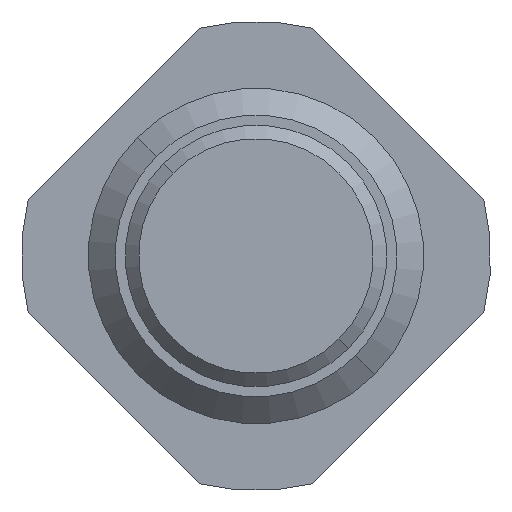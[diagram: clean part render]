
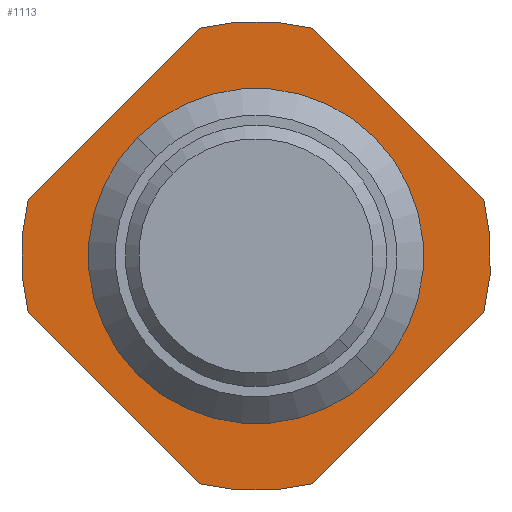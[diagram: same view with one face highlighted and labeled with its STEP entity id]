
A CAD part, front view. The second image highlights one B-rep face of the part: STEP entity #1113.
In plain terms, the highlighted planar face has unit normal (0, -1, 0).
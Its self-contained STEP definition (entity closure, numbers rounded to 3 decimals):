
#159 = EDGE_LOOP ( 'NONE', ( #4889, #1460 ) ) ;
#206 = ORIENTED_EDGE ( 'NONE', *, *, #297, .T. ) ;
#242 = LINE ( 'NONE', #247, #4870 ) ;
#247 = CARTESIAN_POINT ( 'NONE',  ( 2.298, 5.348, -0.177 ) ) ;
#272 = VERTEX_POINT ( 'NONE', #3046 ) ;
#287 = DIRECTION ( 'NONE',  ( 0., 1., 0. ) ) ;
#289 = CARTESIAN_POINT ( 'NONE',  ( -0.177, 5.348, -2.298 ) ) ;
#297 = EDGE_CURVE ( 'Defeature ausgef�hrt4_75+Defeature ausgef�hrt4_84+Defeature ausgef�hrt4_71+Defeature ausgef�hrt4_72', #2455, #1520, #3962, .T. ) ;
#470 = CARTESIAN_POINT ( 'NONE',  ( 0.177, 5.348, 2.298 ) ) ;
#494 = CIRCLE ( 'NONE', #1172, 1.75 ) ;
#499 = CARTESIAN_POINT ( 'NONE',  ( 0.423, 5.348, 1.698 ) ) ;
#521 = VERTEX_POINT ( 'NONE', #3598 ) ;
#532 = CARTESIAN_POINT ( 'NONE',  ( 0., 5.348, 0. ) ) ;
#576 = VERTEX_POINT ( 'NONE', #499 ) ;
#595 = AXIS2_PLACEMENT_3D ( 'NONE', #532, #2919, #926 ) ;
#663 = CARTESIAN_POINT ( 'NONE',  ( 1.698, 5.348, -0.423 ) ) ;
#677 = CIRCLE ( 'NONE', #3524, 1.75 ) ;
#688 = DIRECTION ( 'NONE',  ( -0.707, 0., 0.707 ) ) ;
#698 = LINE ( 'NONE', #1418, #3969 ) ;
#753 = FACE_BOUND ( 'NONE', #159, .T. ) ;
#872 = CIRCLE ( 'NONE', #969, 1.75 ) ;
#881 = CARTESIAN_POINT ( 'NONE',  ( -0.423, 5.348, -1.698 ) ) ;
#884 = EDGE_CURVE ( 'Defeature ausgef�hrt4_70+Defeature ausgef�hrt4_75+Defeature ausgef�hrt4_86+Defeature ausgef�hrt4_83', #2997, #576, #494, .T. ) ;
#896 = VERTEX_POINT ( 'NONE', #3079 ) ;
#926 = DIRECTION ( 'NONE',  ( -0.707, 0., 0.707 ) ) ;
#969 = AXIS2_PLACEMENT_3D ( 'NONE', #4205, #1900, #2301 ) ;
#1082 = DIRECTION ( 'NONE',  ( -0.707, 0., 0.707 ) ) ;
#1113 = ADVANCED_FACE ( 'Defeature ausgef�hrt4_75', ( #4019, #753 ), #4606, .F. ) ;
#1172 = AXIS2_PLACEMENT_3D ( 'NONE', #3954, #1966, #3173 ) ;
#1184 = LINE ( 'NONE', #470, #2350 ) ;
#1212 = EDGE_LOOP ( 'NONE', ( #4612, #2557, #4070, #3275, #1262, #206, #3422, #4220 ) ) ;
#1262 = ORIENTED_EDGE ( 'NONE', *, *, #1807, .F. ) ;
#1356 = EDGE_CURVE ( 'Defeature ausgef�hrt4_75+Defeature ausgef�hrt4_86+Defeature ausgef�hrt4_70+Defeature ausgef�hrt4_76', #2997, #521, #1184, .T. ) ;
#1365 = CARTESIAN_POINT ( 'NONE',  ( 0.827, 5.348, -0.827 ) ) ;
#1394 = VERTEX_POINT ( 'NONE', #881 ) ;
#1395 = CARTESIAN_POINT ( 'NONE',  ( 1.237, 5.348, 1.237 ) ) ;
#1418 = CARTESIAN_POINT ( 'NONE',  ( -2.298, 5.348, 0.177 ) ) ;
#1422 = CARTESIAN_POINT ( 'NONE',  ( 0.423, 5.348, -1.698 ) ) ;
#1460 = ORIENTED_EDGE ( 'NONE', *, *, #3605, .T. ) ;
#1520 = VERTEX_POINT ( 'NONE', #663 ) ;
#1807 = EDGE_CURVE ( 'Defeature ausgef�hrt4_71+Defeature ausgef�hrt4_75+Defeature ausgef�hrt4_84+Defeature ausgef�hrt4_85', #2455, #1394, #677, .T. ) ;
#1876 = EDGE_CURVE ( 'Defeature ausgef�hrt4_75+Defeature ausgef�hrt4_74+Defeature ausgef�hrt4_74+Defeature ausgef�hrt4_74', #272, #4300, #4645, .T. ) ;
#1900 = DIRECTION ( 'NONE',  ( 0., 1., 0. ) ) ;
#1910 = DIRECTION ( 'NONE',  ( -0.707, 0., 0.707 ) ) ;
#1915 = CARTESIAN_POINT ( 'NONE',  ( 0., 5.348, 0. ) ) ;
#1966 = DIRECTION ( 'NONE',  ( 0., 1., 0. ) ) ;
#1978 = CIRCLE ( 'NONE', #3562, 1.17 ) ;
#2101 = EDGE_CURVE ( 'Defeature ausgef�hrt4_76+Defeature ausgef�hrt4_75+Defeature ausgef�hrt4_85+Defeature ausgef�hrt4_86', #2751, #521, #2975, .T. ) ;
#2301 = DIRECTION ( 'NONE',  ( -0.707, 0., 0.707 ) ) ;
#2350 = VECTOR ( 'NONE', #4011, 1000. ) ;
#2428 = CARTESIAN_POINT ( 'NONE',  ( -1.698, 5.348, -0.423 ) ) ;
#2455 = VERTEX_POINT ( 'NONE', #1422 ) ;
#2459 = CARTESIAN_POINT ( 'NONE',  ( 0., 5.348, 0. ) ) ;
#2511 = DIRECTION ( 'NONE',  ( -0.707, 0., 0.707 ) ) ;
#2529 = DIRECTION ( 'NONE',  ( 0.707, 0., -0.707 ) ) ;
#2557 = ORIENTED_EDGE ( 'NONE', *, *, #1356, .T. ) ;
#2661 = DIRECTION ( 'NONE',  ( 0., 1., 0. ) ) ;
#2751 = VERTEX_POINT ( 'NONE', #2428 ) ;
#2889 = AXIS2_PLACEMENT_3D ( 'NONE', #5039, #2661, #688 ) ;
#2919 = DIRECTION ( 'NONE',  ( 0., 1., 0. ) ) ;
#2975 = CIRCLE ( 'NONE', #2889, 1.75 ) ;
#2997 = VERTEX_POINT ( 'NONE', #4168 ) ;
#2998 = EDGE_CURVE ( 'Defeature ausgef�hrt4_75+Defeature ausgef�hrt4_85+Defeature ausgef�hrt4_76+Defeature ausgef�hrt4_71', #2751, #1394, #698, .T. ) ;
#3046 = CARTESIAN_POINT ( 'NONE',  ( -0.827, 5.348, 0.827 ) ) ;
#3057 = DIRECTION ( 'NONE',  ( 0., 1., 0. ) ) ;
#3079 = CARTESIAN_POINT ( 'NONE',  ( 1.698, 5.348, 0.423 ) ) ;
#3173 = DIRECTION ( 'NONE',  ( -0.707, 0., 0.707 ) ) ;
#3261 = DIRECTION ( 'NONE',  ( 0., 1., 0. ) ) ;
#3275 = ORIENTED_EDGE ( 'NONE', *, *, #2998, .T. ) ;
#3411 = DIRECTION ( 'NONE',  ( 0.707, 0., 0.707 ) ) ;
#3422 = ORIENTED_EDGE ( 'NONE', *, *, #3638, .F. ) ;
#3455 = DIRECTION ( 'NONE',  ( -0.707, 0., 0.707 ) ) ;
#3524 = AXIS2_PLACEMENT_3D ( 'NONE', #2459, #3261, #2511 ) ;
#3562 = AXIS2_PLACEMENT_3D ( 'NONE', #1915, #3057, #3455 ) ;
#3598 = CARTESIAN_POINT ( 'NONE',  ( -1.698, 5.348, 0.423 ) ) ;
#3605 = EDGE_CURVE ( 'Defeature ausgef�hrt4_75+Defeature ausgef�hrt4_74+Defeature ausgef�hrt4_74+Defeature ausgef�hrt4_74', #4300, #272, #1978, .T. ) ;
#3638 = EDGE_CURVE ( 'Defeature ausgef�hrt4_72+Defeature ausgef�hrt4_75+Defeature ausgef�hrt4_83+Defeature ausgef�hrt4_84', #896, #1520, #872, .T. ) ;
#3954 = CARTESIAN_POINT ( 'NONE',  ( 0., 5.348, 0. ) ) ;
#3962 = LINE ( 'NONE', #289, #4708 ) ;
#3969 = VECTOR ( 'NONE', #2529, 1000. ) ;
#4011 = DIRECTION ( 'NONE',  ( -0.707, 0., -0.707 ) ) ;
#4019 = FACE_OUTER_BOUND ( 'NONE', #1212, .T. ) ;
#4070 = ORIENTED_EDGE ( 'NONE', *, *, #2101, .F. ) ;
#4168 = CARTESIAN_POINT ( 'NONE',  ( -0.423, 5.348, 1.698 ) ) ;
#4205 = CARTESIAN_POINT ( 'NONE',  ( 0., 5.348, 0. ) ) ;
#4220 = ORIENTED_EDGE ( 'NONE', *, *, #4456, .T. ) ;
#4267 = AXIS2_PLACEMENT_3D ( 'NONE', #1395, #287, #1082 ) ;
#4300 = VERTEX_POINT ( 'NONE', #1365 ) ;
#4456 = EDGE_CURVE ( 'Defeature ausgef�hrt4_75+Defeature ausgef�hrt4_83+Defeature ausgef�hrt4_72+Defeature ausgef�hrt4_70', #896, #576, #242, .T. ) ;
#4606 = PLANE ( 'NONE',  #4267 ) ;
#4612 = ORIENTED_EDGE ( 'NONE', *, *, #884, .F. ) ;
#4645 = CIRCLE ( 'NONE', #595, 1.17 ) ;
#4708 = VECTOR ( 'NONE', #3411, 1000. ) ;
#4870 = VECTOR ( 'NONE', #1910, 1000. ) ;
#4889 = ORIENTED_EDGE ( 'NONE', *, *, #1876, .T. ) ;
#5039 = CARTESIAN_POINT ( 'NONE',  ( 0., 5.348, 0. ) ) ;
